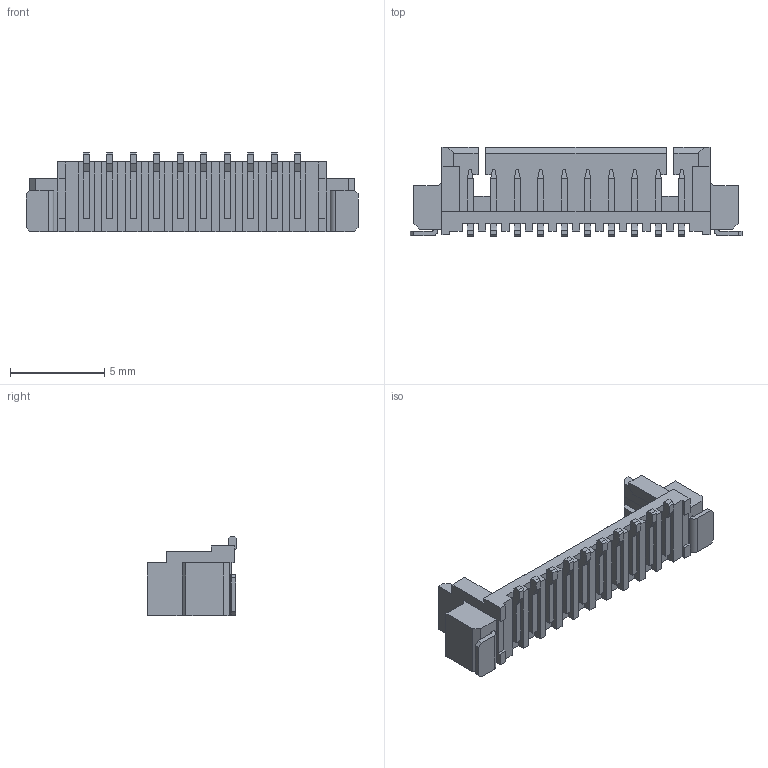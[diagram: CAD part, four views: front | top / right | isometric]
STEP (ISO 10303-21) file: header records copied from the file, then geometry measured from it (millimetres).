
FILE_DESCRIPTION((''),'2;1');
FILE_NAME('533981071','2016-08-16T',('rlalsangi'),(''),'PRO/ENGINEER BY PARAMETRIC TECHNOLOGY CORPORATION, 2012310','PRO/ENGINEER BY PARAMETRIC TECHNOLOGY CORPORATION, 2012310','');
FILE_SCHEMA(('CONFIG_CONTROL_DESIGN'));
Length unit declared in the file: millimetre
Products named in the file (1): 533981071
Bounding box: 17.65 x 4.75 x 4.2 mm (x, y, z)
Volume: 97.1 mm3; surface area: 468.3 mm2
Topology: 1 solids, 3 shells, 440 faces, 1194 edges, 798 vertices
Faces by surface type: plane 432, cylinder 8
Entity records: 13435 total; most frequent: CARTESIAN_POINT 2379, ORIENTED_EDGE 2278, DIRECTION 2086, VECTOR 1176, LINE 1176, EDGE_CURVE 1139, VERTEX_POINT 736, EDGE_LOOP 471
